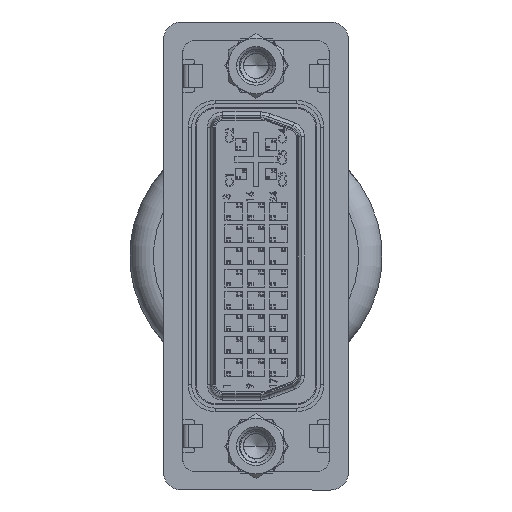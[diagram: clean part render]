
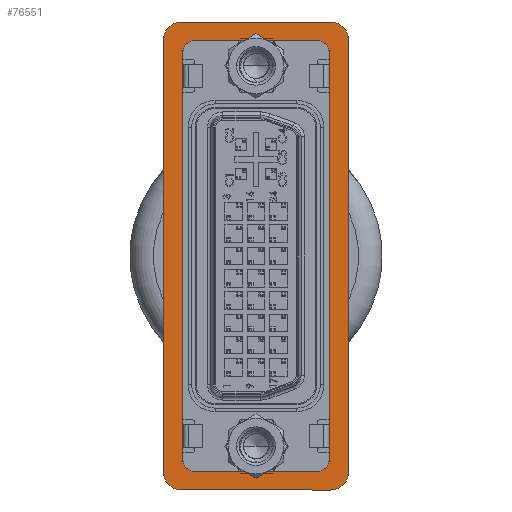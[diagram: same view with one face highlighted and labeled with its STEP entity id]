
A CAD part, left-side view. The second image highlights one B-rep face of the part: STEP entity #76551.
In plain terms, the highlighted face is planar.
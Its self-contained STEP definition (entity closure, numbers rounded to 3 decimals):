
#161 = LINE ( 'NONE', #48447, #21894 ) ;
#1676 = DIRECTION ( 'NONE',  ( 0., 0., -1. ) ) ;
#1679 = EDGE_CURVE ( 'NONE', #112387, #100973, #161, .T. ) ;
#8012 = DIRECTION ( 'NONE',  ( 0., 0., 1. ) ) ;
#10964 = DIRECTION ( 'NONE',  ( 0., -1., 0. ) ) ;
#11145 = CARTESIAN_POINT ( 'NONE',  ( -20., -6.399, 0. ) ) ;
#12293 = LINE ( 'NONE', #92285, #122299 ) ;
#13818 = ORIENTED_EDGE ( 'NONE', *, *, #128276, .F. ) ;
#14154 = ORIENTED_EDGE ( 'NONE', *, *, #23817, .T. ) ;
#14719 = ORIENTED_EDGE ( 'NONE', *, *, #15420, .F. ) ;
#15129 = VERTEX_POINT ( 'NONE', #107049 ) ;
#15149 = VECTOR ( 'NONE', #21125, 1000. ) ;
#15420 = EDGE_CURVE ( 'NONE', #100973, #43703, #60048, .T. ) ;
#16323 = DIRECTION ( 'NONE',  ( -1., 0., 0. ) ) ;
#16348 = ORIENTED_EDGE ( 'NONE', *, *, #102753, .F. ) ;
#17740 = CIRCLE ( 'NONE', #75124, 0.991 ) ;
#19771 = EDGE_CURVE ( 'NONE', #43703, #106439, #63064, .T. ) ;
#21125 = DIRECTION ( 'NONE',  ( 1., 0., 0. ) ) ;
#21567 = VERTEX_POINT ( 'NONE', #11145 ) ;
#21729 = CARTESIAN_POINT ( 'NONE',  ( -20., 7.899, 0. ) ) ;
#21894 = VECTOR ( 'NONE', #16323, 1000. ) ;
#22537 = CARTESIAN_POINT ( 'NONE',  ( -17.424, -6.274, 0. ) ) ;
#23817 = EDGE_CURVE ( 'NONE', #15129, #108922, #98574, .T. ) ;
#24595 = AXIS2_PLACEMENT_3D ( 'NONE', #61505, #136134, #72249 ) ;
#27687 = EDGE_CURVE ( 'NONE', #54688, #93131, #68753, .T. ) ;
#30660 = ORIENTED_EDGE ( 'NONE', *, *, #73780, .F. ) ;
#31408 = CIRCLE ( 'NONE', #135553, 0.991 ) ;
#32044 = CARTESIAN_POINT ( 'NONE',  ( -18.5, 7.899, 0. ) ) ;
#34064 = CIRCLE ( 'NONE', #79604, 1.5 ) ;
#34600 = CARTESIAN_POINT ( 'NONE',  ( -18.415, 5.283, 0. ) ) ;
#36472 = ORIENTED_EDGE ( 'NONE', *, *, #61503, .F. ) ;
#40617 = DIRECTION ( 'NONE',  ( 0., 0., 1. ) ) ;
#40997 = LINE ( 'NONE', #96862, #94354 ) ;
#42704 = ORIENTED_EDGE ( 'NONE', *, *, #45778, .F. ) ;
#43028 = ORIENTED_EDGE ( 'NONE', *, *, #134206, .T. ) ;
#43703 = VERTEX_POINT ( 'NONE', #34600 ) ;
#43868 = VECTOR ( 'NONE', #96244, 1000. ) ;
#44452 = ORIENTED_EDGE ( 'NONE', *, *, #27687, .T. ) ;
#44744 = VERTEX_POINT ( 'NONE', #103691 ) ;
#45778 = EDGE_CURVE ( 'NONE', #106439, #85157, #31408, .T. ) ;
#47468 = FACE_OUTER_BOUND ( 'NONE', #125902, .T. ) ;
#48447 = CARTESIAN_POINT ( 'NONE',  ( -17.424, 6.274, 0. ) ) ;
#48567 = EDGE_CURVE ( 'NONE', #54688, #102178, #125529, .T. ) ;
#49848 = CARTESIAN_POINT ( 'NONE',  ( 18.5, -6.399, 0. ) ) ;
#49904 = EDGE_CURVE ( 'NONE', #92140, #15129, #93478, .T. ) ;
#50240 = CARTESIAN_POINT ( 'NONE',  ( -17.424, -5.283, 0. ) ) ;
#50912 = DIRECTION ( 'NONE',  ( 0., 1., 0. ) ) ;
#51040 = CARTESIAN_POINT ( 'NONE',  ( -17.424, 5.283, 0. ) ) ;
#53638 = CARTESIAN_POINT ( 'NONE',  ( -20., -7.899, 0. ) ) ;
#54688 = VERTEX_POINT ( 'NONE', #32044 ) ;
#55333 = CARTESIAN_POINT ( 'NONE',  ( 17.424, 5.283, 0. ) ) ;
#56072 = ORIENTED_EDGE ( 'NONE', *, *, #56414, .T. ) ;
#56261 = CARTESIAN_POINT ( 'NONE',  ( -20., 6.399, 0. ) ) ;
#56414 = EDGE_CURVE ( 'NONE', #21567, #92140, #34064, .T. ) ;
#56912 = CARTESIAN_POINT ( 'NONE',  ( 17.424, -5.283, 0. ) ) ;
#59843 = CARTESIAN_POINT ( 'NONE',  ( 20., -6.399, 0. ) ) ;
#60048 = CIRCLE ( 'NONE', #92611, 0.991 ) ;
#60254 = LINE ( 'NONE', #71868, #78623 ) ;
#60510 = DIRECTION ( 'NONE',  ( -1., 0., 0. ) ) ;
#60927 = DIRECTION ( 'NONE',  ( 1., 0., 0. ) ) ;
#61503 = EDGE_CURVE ( 'NONE', #75524, #108922, #73894, .T. ) ;
#61505 = CARTESIAN_POINT ( 'NONE',  ( 18.5, 6.399, 0. ) ) ;
#61717 = DIRECTION ( 'NONE',  ( -1., 0., 0. ) ) ;
#63064 = LINE ( 'NONE', #117198, #88071 ) ;
#65510 = CARTESIAN_POINT ( 'NONE',  ( -20., 7.899, 0. ) ) ;
#65630 = ORIENTED_EDGE ( 'NONE', *, *, #1679, .F. ) ;
#65770 = ORIENTED_EDGE ( 'NONE', *, *, #48567, .F. ) ;
#66045 = DIRECTION ( 'NONE',  ( 1., 0., 0. ) ) ;
#67660 = DIRECTION ( 'NONE',  ( 1., 0., 0. ) ) ;
#68753 = CIRCLE ( 'NONE', #126073, 1.5 ) ;
#68957 = AXIS2_PLACEMENT_3D ( 'NONE', #55333, #129912, #66045 ) ;
#70934 = ORIENTED_EDGE ( 'NONE', *, *, #49904, .T. ) ;
#71855 = CARTESIAN_POINT ( 'NONE',  ( -18.5, -6.399, 0. ) ) ;
#71868 = CARTESIAN_POINT ( 'NONE',  ( 18.415, -5.283, 0. ) ) ;
#72249 = DIRECTION ( 'NONE',  ( -1., 0., 0. ) ) ;
#73354 = CARTESIAN_POINT ( 'NONE',  ( -17.424, 6.274, 0. ) ) ;
#73780 = EDGE_CURVE ( 'NONE', #85157, #84056, #12293, .T. ) ;
#73894 = LINE ( 'NONE', #101796, #127221 ) ;
#75124 = AXIS2_PLACEMENT_3D ( 'NONE', #56912, #131515, #67660 ) ;
#75343 = CARTESIAN_POINT ( 'NONE',  ( 18.5, 7.899, 0. ) ) ;
#75524 = VERTEX_POINT ( 'NONE', #78402 ) ;
#76261 = DIRECTION ( 'NONE',  ( -1., 0., 0. ) ) ;
#76551 = ADVANCED_FACE ( 'NONE', ( #129114, #47468 ), #107918, .F. ) ;
#78402 = CARTESIAN_POINT ( 'NONE',  ( 20., 6.399, 0. ) ) ;
#78623 = VECTOR ( 'NONE', #50912, 1000. ) ;
#79604 = AXIS2_PLACEMENT_3D ( 'NONE', #71855, #8012, #82613 ) ;
#82613 = DIRECTION ( 'NONE',  ( -1., 0., 0. ) ) ;
#84056 = VERTEX_POINT ( 'NONE', #106128 ) ;
#85157 = VERTEX_POINT ( 'NONE', #22537 ) ;
#88071 = VECTOR ( 'NONE', #10964, 1000. ) ;
#89922 = AXIS2_PLACEMENT_3D ( 'NONE', #49848, #124372, #60510 ) ;
#92140 = VERTEX_POINT ( 'NONE', #135800 ) ;
#92285 = CARTESIAN_POINT ( 'NONE',  ( -17.424, -6.274, 0. ) ) ;
#92611 = AXIS2_PLACEMENT_3D ( 'NONE', #51040, #125558, #61717 ) ;
#93131 = VERTEX_POINT ( 'NONE', #56261 ) ;
#93478 = LINE ( 'NONE', #53638, #15149 ) ;
#93576 = ORIENTED_EDGE ( 'NONE', *, *, #94180, .T. ) ;
#94180 = EDGE_CURVE ( 'NONE', #93131, #21567, #40997, .T. ) ;
#94354 = VECTOR ( 'NONE', #107526, 1000. ) ;
#96244 = DIRECTION ( 'NONE',  ( 1., 0., 0. ) ) ;
#96862 = CARTESIAN_POINT ( 'NONE',  ( -20., 7.899, 0. ) ) ;
#98574 = CIRCLE ( 'NONE', #89922, 1.5 ) ;
#100973 = VERTEX_POINT ( 'NONE', #73354 ) ;
#101796 = CARTESIAN_POINT ( 'NONE',  ( 20., 7.899, 0. ) ) ;
#102178 = VERTEX_POINT ( 'NONE', #75343 ) ;
#102753 = EDGE_CURVE ( 'NONE', #84056, #124066, #17740, .T. ) ;
#103691 = CARTESIAN_POINT ( 'NONE',  ( 18.415, 5.283, 0. ) ) ;
#104482 = CARTESIAN_POINT ( 'NONE',  ( -18.5, 6.399, 0. ) ) ;
#106128 = CARTESIAN_POINT ( 'NONE',  ( 17.424, -6.274, 0. ) ) ;
#106439 = VERTEX_POINT ( 'NONE', #127055 ) ;
#107049 = CARTESIAN_POINT ( 'NONE',  ( 18.5, -7.899, 0. ) ) ;
#107526 = DIRECTION ( 'NONE',  ( 0., -1., 0. ) ) ;
#107918 = PLANE ( 'NONE',  #134065 ) ;
#108922 = VERTEX_POINT ( 'NONE', #59843 ) ;
#111278 = ORIENTED_EDGE ( 'NONE', *, *, #114557, .F. ) ;
#112387 = VERTEX_POINT ( 'NONE', #114116 ) ;
#112421 = DIRECTION ( 'NONE',  ( 0., -1., 0. ) ) ;
#114116 = CARTESIAN_POINT ( 'NONE',  ( 17.424, 6.274, 0. ) ) ;
#114557 = EDGE_CURVE ( 'NONE', #124066, #44744, #60254, .T. ) ;
#115197 = DIRECTION ( 'NONE',  ( -1., 0., 0. ) ) ;
#115916 = CIRCLE ( 'NONE', #24595, 1.5 ) ;
#117198 = CARTESIAN_POINT ( 'NONE',  ( -18.415, -5.283, 0. ) ) ;
#122299 = VECTOR ( 'NONE', #123489, 1000. ) ;
#123489 = DIRECTION ( 'NONE',  ( 1., 0., 0. ) ) ;
#124066 = VERTEX_POINT ( 'NONE', #137672 ) ;
#124372 = DIRECTION ( 'NONE',  ( 0., 0., 1. ) ) ;
#124783 = DIRECTION ( 'NONE',  ( 0., 0., 1. ) ) ;
#125529 = LINE ( 'NONE', #21729, #43868 ) ;
#125558 = DIRECTION ( 'NONE',  ( 0., 0., 1. ) ) ;
#125902 = EDGE_LOOP ( 'NONE', ( #93576, #56072, #70934, #14154, #36472, #43028, #65770, #44452 ) ) ;
#126073 = AXIS2_PLACEMENT_3D ( 'NONE', #104482, #40617, #115197 ) ;
#127055 = CARTESIAN_POINT ( 'NONE',  ( -18.415, -5.283, 0. ) ) ;
#127221 = VECTOR ( 'NONE', #112421, 1000. ) ;
#128276 = EDGE_CURVE ( 'NONE', #44744, #112387, #137307, .T. ) ;
#129114 = FACE_BOUND ( 'NONE', #132263, .T. ) ;
#129565 = ORIENTED_EDGE ( 'NONE', *, *, #19771, .F. ) ;
#129912 = DIRECTION ( 'NONE',  ( 0., 0., 1. ) ) ;
#131515 = DIRECTION ( 'NONE',  ( 0., 0., 1. ) ) ;
#132263 = EDGE_LOOP ( 'NONE', ( #30660, #42704, #129565, #14719, #65630, #13818, #111278, #16348 ) ) ;
#134065 = AXIS2_PLACEMENT_3D ( 'NONE', #65510, #1676, #76261 ) ;
#134206 = EDGE_CURVE ( 'NONE', #75524, #102178, #115916, .T. ) ;
#135553 = AXIS2_PLACEMENT_3D ( 'NONE', #50240, #124783, #60927 ) ;
#135800 = CARTESIAN_POINT ( 'NONE',  ( -18.5, -7.899, 0. ) ) ;
#136134 = DIRECTION ( 'NONE',  ( 0., 0., 1. ) ) ;
#137307 = CIRCLE ( 'NONE', #68957, 0.991 ) ;
#137672 = CARTESIAN_POINT ( 'NONE',  ( 18.415, -5.283, 0. ) ) ;
